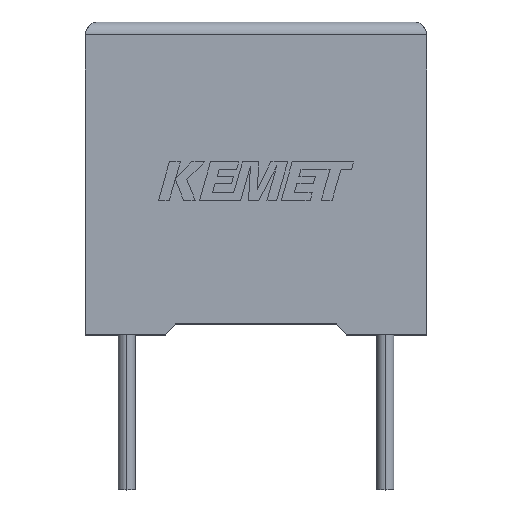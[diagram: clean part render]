
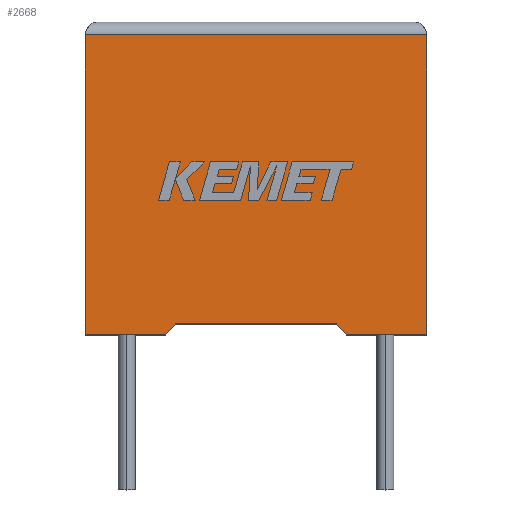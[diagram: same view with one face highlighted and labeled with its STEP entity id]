
A CAD part, top view. The second image highlights one B-rep face of the part: STEP entity #2668.
In plain terms, the highlighted planar face has unit normal (0, 0, 1).
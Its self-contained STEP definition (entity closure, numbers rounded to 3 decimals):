
#5 = CARTESIAN_POINT ( 'NONE',  ( 3.1, 0., 6.2 ) ) ;
#51 = CARTESIAN_POINT ( 'NONE',  ( 0., 11.6, 6.2 ) ) ;
#105 = DIRECTION ( 'NONE',  ( -1., 0., 0. ) ) ;
#128 = VECTOR ( 'NONE', #864, 1000. ) ;
#156 = DIRECTION ( 'NONE',  ( -1., 0., 0. ) ) ;
#208 = LINE ( 'NONE', #2528, #2991 ) ;
#275 = ORIENTED_EDGE ( 'NONE', *, *, #2042, .T. ) ;
#308 = DIRECTION ( 'NONE',  ( 1., 0., 0. ) ) ;
#402 = CARTESIAN_POINT ( 'NONE',  ( 13.2, 0., 6.2 ) ) ;
#403 = FACE_OUTER_BOUND ( 'NONE', #1032, .T. ) ;
#463 = LINE ( 'NONE', #2567, #1326 ) ;
#559 = VERTEX_POINT ( 'NONE', #51 ) ;
#593 = LINE ( 'NONE', #1305, #128 ) ;
#640 = VERTEX_POINT ( 'NONE', #648 ) ;
#648 = CARTESIAN_POINT ( 'NONE',  ( 3.467, 0.417, 6.2 ) ) ;
#660 = CARTESIAN_POINT ( 'NONE',  ( 0., 0., 6.2 ) ) ;
#661 = EDGE_CURVE ( 'NONE', #3023, #1454, #208, .T. ) ;
#752 = VERTEX_POINT ( 'NONE', #2672 ) ;
#830 = LINE ( 'NONE', #1518, #2709 ) ;
#845 = VECTOR ( 'NONE', #1354, 1000. ) ;
#858 = CARTESIAN_POINT ( 'NONE',  ( 13.2, 11.6, 6.2 ) ) ;
#864 = DIRECTION ( 'NONE',  ( -1., 0., 0. ) ) ;
#914 = CARTESIAN_POINT ( 'NONE',  ( 13.2, 0., 6.2 ) ) ;
#925 = CARTESIAN_POINT ( 'NONE',  ( 3.1, 0., 6.2 ) ) ;
#939 = DIRECTION ( 'NONE',  ( 0., -1., 0. ) ) ;
#945 = ORIENTED_EDGE ( 'NONE', *, *, #1946, .F. ) ;
#1003 = CARTESIAN_POINT ( 'NONE',  ( 0., 0., 6.2 ) ) ;
#1032 = EDGE_LOOP ( 'NONE', ( #2806, #1160, #275, #2978, #1744, #945, #1353, #1939 ) ) ;
#1088 = VECTOR ( 'NONE', #105, 1000. ) ;
#1160 = ORIENTED_EDGE ( 'NONE', *, *, #1268, .T. ) ;
#1178 = EDGE_CURVE ( 'NONE', #752, #2700, #1506, .T. ) ;
#1187 = DIRECTION ( 'NONE',  ( -0.66, -0.751, 0. ) ) ;
#1268 = EDGE_CURVE ( 'NONE', #2162, #559, #1800, .T. ) ;
#1305 = CARTESIAN_POINT ( 'NONE',  ( 6.6, 0.417, 6.2 ) ) ;
#1326 = VECTOR ( 'NONE', #939, 1000. ) ;
#1353 = ORIENTED_EDGE ( 'NONE', *, *, #2811, .T. ) ;
#1354 = DIRECTION ( 'NONE',  ( 0., 1., 0. ) ) ;
#1382 = EDGE_CURVE ( 'NONE', #2700, #2162, #2570, .T. ) ;
#1454 = VERTEX_POINT ( 'NONE', #925 ) ;
#1506 = LINE ( 'NONE', #2463, #1771 ) ;
#1518 = CARTESIAN_POINT ( 'NONE',  ( 10.1, 0., 6.2 ) ) ;
#1606 = DIRECTION ( 'NONE',  ( 1., 0., 0. ) ) ;
#1723 = VECTOR ( 'NONE', #1187, 1000. ) ;
#1729 = DIRECTION ( 'NONE',  ( 0.66, -0.751, 0. ) ) ;
#1744 = ORIENTED_EDGE ( 'NONE', *, *, #1982, .F. ) ;
#1771 = VECTOR ( 'NONE', #308, 1000. ) ;
#1800 = LINE ( 'NONE', #2237, #1088 ) ;
#1939 = ORIENTED_EDGE ( 'NONE', *, *, #1178, .T. ) ;
#1946 = EDGE_CURVE ( 'NONE', #2939, #640, #593, .T. ) ;
#1982 = EDGE_CURVE ( 'NONE', #640, #1454, #2146, .T. ) ;
#2042 = EDGE_CURVE ( 'NONE', #559, #3023, #463, .T. ) ;
#2146 = LINE ( 'NONE', #5, #1723 ) ;
#2162 = VERTEX_POINT ( 'NONE', #858 ) ;
#2237 = CARTESIAN_POINT ( 'NONE',  ( 0., 11.6, 6.2 ) ) ;
#2272 = AXIS2_PLACEMENT_3D ( 'NONE', #660, #2538, #156 ) ;
#2283 = PLANE ( 'NONE',  #2272 ) ;
#2463 = CARTESIAN_POINT ( 'NONE',  ( 0., 0., 6.2 ) ) ;
#2528 = CARTESIAN_POINT ( 'NONE',  ( 0., 0., 6.2 ) ) ;
#2538 = DIRECTION ( 'NONE',  ( 0., 0., -1. ) ) ;
#2567 = CARTESIAN_POINT ( 'NONE',  ( 0., 0., 6.2 ) ) ;
#2570 = LINE ( 'NONE', #402, #845 ) ;
#2668 = ADVANCED_FACE ( 'NONE', ( #403 ), #2283, .F. ) ;
#2672 = CARTESIAN_POINT ( 'NONE',  ( 10.1, 0., 6.2 ) ) ;
#2700 = VERTEX_POINT ( 'NONE', #914 ) ;
#2709 = VECTOR ( 'NONE', #1729, 1000. ) ;
#2791 = CARTESIAN_POINT ( 'NONE',  ( 9.733, 0.417, 6.2 ) ) ;
#2806 = ORIENTED_EDGE ( 'NONE', *, *, #1382, .T. ) ;
#2811 = EDGE_CURVE ( 'NONE', #2939, #752, #830, .T. ) ;
#2939 = VERTEX_POINT ( 'NONE', #2791 ) ;
#2978 = ORIENTED_EDGE ( 'NONE', *, *, #661, .T. ) ;
#2991 = VECTOR ( 'NONE', #1606, 1000. ) ;
#3023 = VERTEX_POINT ( 'NONE', #1003 ) ;
